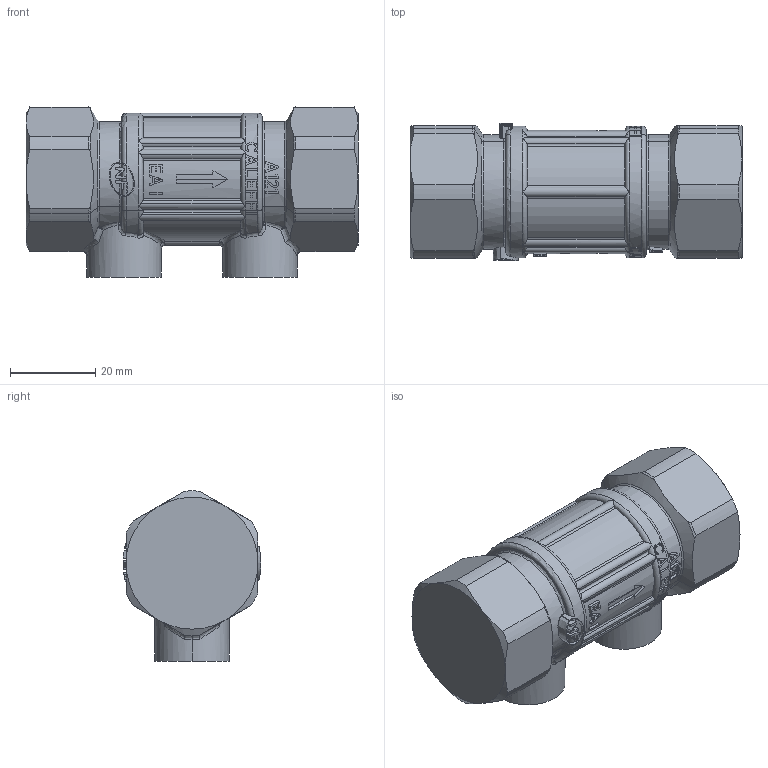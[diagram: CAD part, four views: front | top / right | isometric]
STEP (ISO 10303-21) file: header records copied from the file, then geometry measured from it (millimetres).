
FILE_DESCRIPTION(('CATIA V5 STEP Exchange'),'2;1');
FILE_NAME('STEP_304750_-_TST.stp','2019-11-29T07:02:27+00:00',('none'),('none'),'CATIA Version 5-6 Release 2016 SP4','CATIA V5 STEP AP203','none');
FILE_SCHEMA(('CONFIG_CONTROL_DESIGN'));
Length unit declared in the file: millimetre
Products named in the file (1): 304750 - TST
Bounding box: 78 x 32.4 x 39.99 mm (x, y, z)
Volume: 61329.7 mm3; surface area: 11210.3 mm2
Topology: 1 solids, 1 shells, 743 faces, 2031 edges, 1292 vertices
Faces by surface type: plane 256, extrusion 182, cylinder 140, torus 83, bspline 60, cone 22
Entity records: 27671 total; most frequent: CARTESIAN_POINT 12029, ORIENTED_EDGE 4038, EDGE_CURVE 2019, DIRECTION 1774, VERTEX_POINT 1292, B_SPLINE_CURVE_WITH_KNOTS 1074, VECTOR 849, EDGE_LOOP 757
